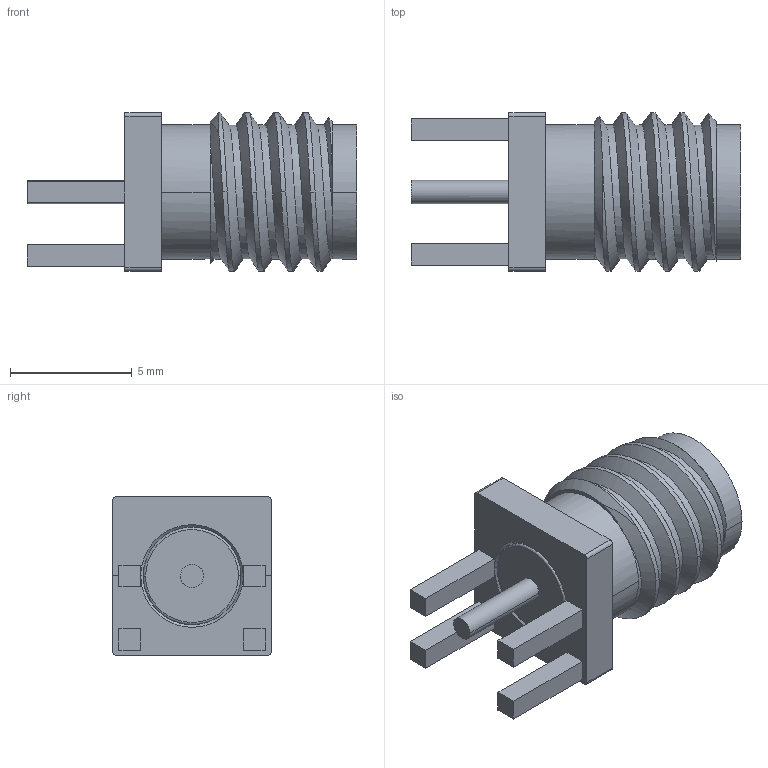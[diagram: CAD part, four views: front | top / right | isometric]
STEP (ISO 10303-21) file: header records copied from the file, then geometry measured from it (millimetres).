
FILE_DESCRIPTION (( 'STEP AP214' ), '1' );
FILE_NAME ('SMA__.STEP', '2023-09-13T06:02:06', ( '' ), ( '' ), 'SwSTEP 2.0', 'SolidWorks 2020', '' );
FILE_SCHEMA (( 'AUTOMOTIVE_DESIGN' ));
Length unit declared in the file: millimetre
Products named in the file (1): SMA__
Bounding box: 13.5 x 6.5 x 6.5 mm (x, y, z)
Volume: 248.1 mm3; surface area: 424.5 mm2
Topology: 1 solids, 1 shells, 69 faces, 170 edges, 110 vertices
Faces by surface type: plane 35, cylinder 22, cone 5, torus 4, bspline 3
Entity records: 3893 total; most frequent: CARTESIAN_POINT 2564, ORIENTED_EDGE 340, EDGE_CURVE 170, B_SPLINE_CURVE_WITH_KNOTS 166, DIRECTION 136, VERTEX_POINT 110, EDGE_LOOP 76, FACE_OUTER_BOUND 69
